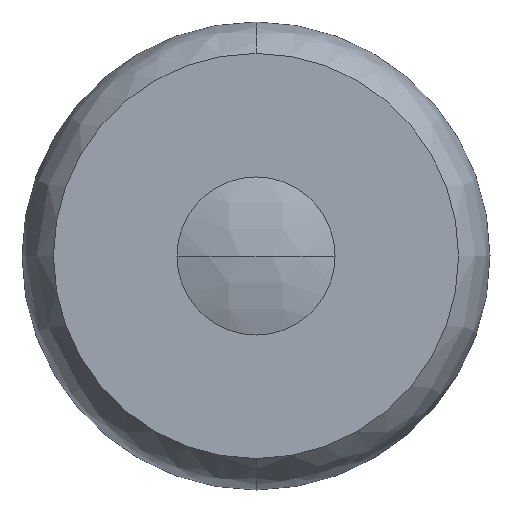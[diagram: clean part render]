
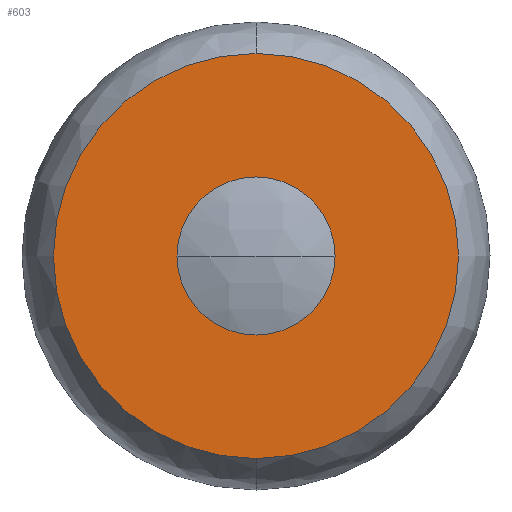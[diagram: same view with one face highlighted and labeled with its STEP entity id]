
A CAD part, front view. The second image highlights one B-rep face of the part: STEP entity #603.
In plain terms, the highlighted planar face has unit normal (0, -1, 0).
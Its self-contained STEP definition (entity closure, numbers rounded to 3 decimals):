
#16 = VERTEX_POINT ( 'NONE', #1769 ) ;
#30 = VERTEX_POINT ( 'NONE', #1783 ) ;
#31 = VERTEX_POINT ( 'NONE', #1784 ) ;
#32 = VERTEX_POINT ( 'NONE', #1785 ) ;
#416 = ORIENTED_EDGE ( 'NONE', *, *, #838, .F. ) ;
#417 = ORIENTED_EDGE ( 'NONE', *, *, #1553, .F. ) ;
#418 = ORIENTED_EDGE ( 'NONE', *, *, #1573, .T. ) ;
#419 = ORIENTED_EDGE ( 'NONE', *, *, #830, .T. ) ;
#603 = ADVANCED_FACE ( 'NONE', ( #1298, #1302 ), #2056, .T. ) ;
#808 = EDGE_LOOP ( 'NONE', ( #418, #419 ) ) ;
#810 = EDGE_LOOP ( 'NONE', ( #416, #417 ) ) ;
#830 = EDGE_CURVE ( 'NONE', #30, #16, #1492, .T. ) ;
#838 = EDGE_CURVE ( 'NONE', #31, #32, #1500, .T. ) ;
#1298 = FACE_OUTER_BOUND ( 'NONE', #810, .T. ) ;
#1302 = FACE_BOUND ( 'NONE', #808, .T. ) ;
#1492 = CIRCLE ( 'NONE', #1714, 3.85 ) ;
#1500 = CIRCLE ( 'NONE', #1712, 9.867 ) ;
#1553 = EDGE_CURVE ( 'NONE', #32, #31, #3284, .T. ) ;
#1573 = EDGE_CURVE ( 'NONE', #16, #30, #3308, .T. ) ;
#1610 = AXIS2_PLACEMENT_3D ( 'NONE', #2055, #2057, #2058 ) ;
#1712 = AXIS2_PLACEMENT_3D ( 'NONE', #2783, #2784, #2785 ) ;
#1714 = AXIS2_PLACEMENT_3D ( 'NONE', #2760, #2761, #2762 ) ;
#1769 = CARTESIAN_POINT ( 'NONE',  ( 0., -3.5, -3.85 ) ) ;
#1783 = CARTESIAN_POINT ( 'NONE',  ( 0., -3.5, 3.85 ) ) ;
#1784 = CARTESIAN_POINT ( 'NONE',  ( 0., -3.5, 9.867 ) ) ;
#1785 = CARTESIAN_POINT ( 'NONE',  ( 0., -3.5, -9.867 ) ) ;
#2055 = CARTESIAN_POINT ( 'NONE',  ( -9.867, -3.5, 0. ) ) ;
#2056 = PLANE ( 'NONE',  #1610 ) ;
#2057 = DIRECTION ( 'NONE',  ( 0., -1., 0. ) ) ;
#2058 = DIRECTION ( 'NONE',  ( 0., 0., -1. ) ) ;
#2760 = CARTESIAN_POINT ( 'NONE',  ( 0., -3.5, 0. ) ) ;
#2761 = DIRECTION ( 'NONE',  ( 0., 1., 0. ) ) ;
#2762 = DIRECTION ( 'NONE',  ( 0., 0., -1. ) ) ;
#2783 = CARTESIAN_POINT ( 'NONE',  ( 0., -3.5, 0. ) ) ;
#2784 = DIRECTION ( 'NONE',  ( 0., 1., 0. ) ) ;
#2785 = DIRECTION ( 'NONE',  ( 0., 0., 1. ) ) ;
#3284 = CIRCLE ( 'NONE', #3394, 9.867 ) ;
#3308 = CIRCLE ( 'NONE', #3411, 3.85 ) ;
#3394 = AXIS2_PLACEMENT_3D ( 'NONE', #3893, #3899, #3900 ) ;
#3411 = AXIS2_PLACEMENT_3D ( 'NONE', #3955, #3957, #3958 ) ;
#3893 = CARTESIAN_POINT ( 'NONE',  ( 0., -3.5, 0. ) ) ;
#3899 = DIRECTION ( 'NONE',  ( 0., 1., 0. ) ) ;
#3900 = DIRECTION ( 'NONE',  ( 0., 0., 1. ) ) ;
#3955 = CARTESIAN_POINT ( 'NONE',  ( 0., -3.5, 0. ) ) ;
#3957 = DIRECTION ( 'NONE',  ( 0., 1., 0. ) ) ;
#3958 = DIRECTION ( 'NONE',  ( 0., 0., -1. ) ) ;
